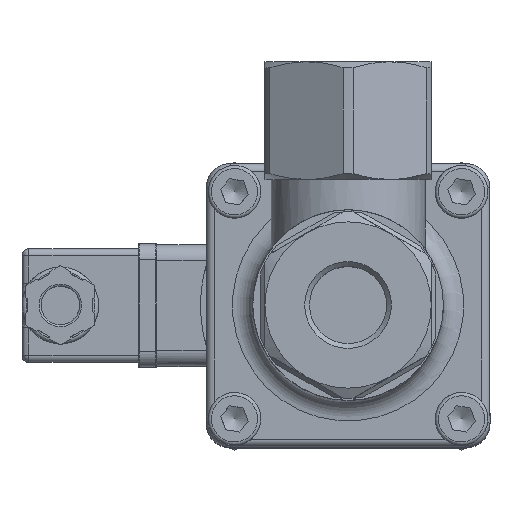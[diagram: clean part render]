
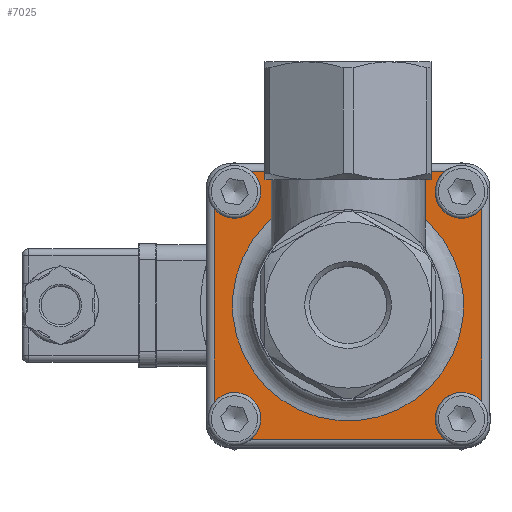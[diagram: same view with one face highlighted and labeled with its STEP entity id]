
A CAD part, top view. The second image highlights one B-rep face of the part: STEP entity #7025.
In plain terms, the highlighted planar face has unit normal (0, 0, 1).
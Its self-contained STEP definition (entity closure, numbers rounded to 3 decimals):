
#166=(
BOUNDED_CURVE()
B_SPLINE_CURVE(2,(#13175,#13176,#13177),.UNSPECIFIED.,.F.,.F.)
B_SPLINE_CURVE_WITH_KNOTS((3,3),(0.,0.164),.UNSPECIFIED.)
CURVE()
GEOMETRIC_REPRESENTATION_ITEM()
RATIONAL_B_SPLINE_CURVE((1.,1.002,1.003))
REPRESENTATION_ITEM('')
);
#168=(
BOUNDED_CURVE()
B_SPLINE_CURVE(2,(#13184,#13185,#13186),.UNSPECIFIED.,.F.,.F.)
B_SPLINE_CURVE_WITH_KNOTS((3,3),(0.478,0.642),
 .UNSPECIFIED.)
CURVE()
GEOMETRIC_REPRESENTATION_ITEM()
RATIONAL_B_SPLINE_CURVE((1.003,1.002,1.))
REPRESENTATION_ITEM('')
);
#350=CIRCLE('',#7174,6.5);
#366=CIRCLE('',#7213,6.5);
#367=CIRCLE('',#7214,6.5);
#380=CIRCLE('',#7250,6.5);
#394=CIRCLE('',#7278,6.5);
#395=CIRCLE('',#7279,6.5);
#562=CIRCLE('',#7656,28.5);
#1045=LINE('',#13116,#1500);
#1046=LINE('',#13119,#1501);
#1047=LINE('',#13135,#1502);
#1048=LINE('',#13143,#1503);
#1059=LINE('',#13286,#1514);
#1062=LINE('',#13292,#1517);
#1064=LINE('',#13299,#1519);
#1065=LINE('',#13300,#1520);
#1066=LINE('',#13301,#1521);
#1067=LINE('',#13302,#1522);
#1068=LINE('',#13303,#1523);
#1500=VECTOR('',#9522,10.);
#1501=VECTOR('',#9525,10.);
#1502=VECTOR('',#9534,10.);
#1503=VECTOR('',#9543,10.);
#1514=VECTOR('',#9628,10.);
#1517=VECTOR('',#9635,10.);
#1519=VECTOR('',#9645,10.);
#1520=VECTOR('',#9646,10.);
#1521=VECTOR('',#9647,10.);
#1522=VECTOR('',#9648,10.);
#1523=VECTOR('',#9649,10.);
#1729=PLANE('',#7768);
#2489=FACE_OUTER_BOUND('',#2909,.T.);
#2909=EDGE_LOOP('',(#6415,#6416,#6417,#6418,#6419,#6420,#6421,#6422,#6423,
#6424,#6425,#6426,#6427,#6428,#6429,#6430,#6431,#6432,#6433,#6434));
#3097=VERTEX_POINT('',#10142);
#3098=VERTEX_POINT('',#10143);
#3138=VERTEX_POINT('',#10304);
#3139=VERTEX_POINT('',#10305);
#3140=VERTEX_POINT('',#10307);
#3179=VERTEX_POINT('',#10466);
#3180=VERTEX_POINT('',#10467);
#3206=VERTEX_POINT('',#10559);
#3207=VERTEX_POINT('',#10560);
#3208=VERTEX_POINT('',#10562);
#3505=VERTEX_POINT('',#12916);
#3506=VERTEX_POINT('',#12927);
#3559=VERTEX_POINT('',#13115);
#3560=VERTEX_POINT('',#13117);
#3565=VERTEX_POINT('',#13134);
#3568=VERTEX_POINT('',#13141);
#3575=VERTEX_POINT('',#13171);
#3577=VERTEX_POINT('',#13183);
#3597=VERTEX_POINT('',#13284);
#3598=VERTEX_POINT('',#13291);
#3750=EDGE_CURVE('',#3097,#3098,#350,.T.);
#3811=EDGE_CURVE('',#3140,#3138,#366,.T.);
#3813=EDGE_CURVE('',#3139,#3140,#367,.T.);
#3870=EDGE_CURVE('',#3179,#3180,#380,.T.);
#3909=EDGE_CURVE('',#3208,#3206,#394,.T.);
#3911=EDGE_CURVE('',#3207,#3208,#395,.T.);
#4415=EDGE_CURVE('',#3506,#3505,#562,.T.);
#4491=EDGE_CURVE('',#3559,#3505,#1045,.T.);
#4493=EDGE_CURVE('',#3506,#3560,#1046,.T.);
#4498=EDGE_CURVE('',#3565,#3559,#1047,.T.);
#4503=EDGE_CURVE('',#3560,#3568,#1048,.T.);
#4513=EDGE_CURVE('',#3568,#3575,#166,.T.);
#4515=EDGE_CURVE('',#3577,#3565,#168,.T.);
#4553=EDGE_CURVE('',#3597,#3575,#1059,.T.);
#4556=EDGE_CURVE('',#3577,#3598,#1062,.T.);
#4560=EDGE_CURVE('',#3598,#3098,#1064,.T.);
#4561=EDGE_CURVE('',#3139,#3597,#1065,.T.);
#4562=EDGE_CURVE('',#3207,#3138,#1066,.T.);
#4563=EDGE_CURVE('',#3179,#3206,#1067,.T.);
#4564=EDGE_CURVE('',#3097,#3180,#1068,.T.);
#6415=ORIENTED_EDGE('',*,*,#3750,.T.);
#6416=ORIENTED_EDGE('',*,*,#4560,.F.);
#6417=ORIENTED_EDGE('',*,*,#4556,.F.);
#6418=ORIENTED_EDGE('',*,*,#4515,.T.);
#6419=ORIENTED_EDGE('',*,*,#4498,.T.);
#6420=ORIENTED_EDGE('',*,*,#4491,.T.);
#6421=ORIENTED_EDGE('',*,*,#4415,.F.);
#6422=ORIENTED_EDGE('',*,*,#4493,.T.);
#6423=ORIENTED_EDGE('',*,*,#4503,.T.);
#6424=ORIENTED_EDGE('',*,*,#4513,.T.);
#6425=ORIENTED_EDGE('',*,*,#4553,.F.);
#6426=ORIENTED_EDGE('',*,*,#4561,.F.);
#6427=ORIENTED_EDGE('',*,*,#3813,.T.);
#6428=ORIENTED_EDGE('',*,*,#3811,.T.);
#6429=ORIENTED_EDGE('',*,*,#4562,.F.);
#6430=ORIENTED_EDGE('',*,*,#3911,.T.);
#6431=ORIENTED_EDGE('',*,*,#3909,.T.);
#6432=ORIENTED_EDGE('',*,*,#4563,.F.);
#6433=ORIENTED_EDGE('',*,*,#3870,.T.);
#6434=ORIENTED_EDGE('',*,*,#4564,.F.);
#7025=ADVANCED_FACE('',(#2489),#1729,.T.);
#7174=AXIS2_PLACEMENT_3D('',#10144,#8075,#8076);
#7213=AXIS2_PLACEMENT_3D('',#10308,#8179,#8180);
#7214=AXIS2_PLACEMENT_3D('',#10310,#8182,#8183);
#7250=AXIS2_PLACEMENT_3D('',#10468,#8279,#8280);
#7278=AXIS2_PLACEMENT_3D('',#10563,#8353,#8354);
#7279=AXIS2_PLACEMENT_3D('',#10565,#8356,#8357);
#7656=AXIS2_PLACEMENT_3D('',#12938,#9372,#9373);
#7768=AXIS2_PLACEMENT_3D('',#13298,#9643,#9644);
#8075=DIRECTION('center_axis',(0.,0.,
-1.));
#8076=DIRECTION('ref_axis',(-0.772,0.636,0.));
#8179=DIRECTION('center_axis',(0.,0.,
-1.));
#8180=DIRECTION('ref_axis',(-0.772,0.636,0.));
#8182=DIRECTION('center_axis',(0.,0.,
-1.));
#8183=DIRECTION('ref_axis',(-0.772,0.636,0.));
#8279=DIRECTION('center_axis',(0.,0.,
-1.));
#8280=DIRECTION('ref_axis',(-0.772,0.636,0.));
#8353=DIRECTION('center_axis',(0.,0.,
-1.));
#8354=DIRECTION('ref_axis',(-0.772,0.636,0.));
#8356=DIRECTION('center_axis',(0.,0.,
-1.));
#8357=DIRECTION('ref_axis',(-0.772,0.636,0.));
#9372=DIRECTION('center_axis',(0.,0.,
1.));
#9373=DIRECTION('ref_axis',(0.,-1.,0.));
#9522=DIRECTION('',(0.,-1.,0.));
#9525=DIRECTION('',(0.,1.,0.));
#9534=DIRECTION('',(-1.,0.,0.));
#9543=DIRECTION('',(-1.,0.,0.));
#9628=DIRECTION('',(0.,-1.,0.));
#9635=DIRECTION('',(0.,1.,0.));
#9643=DIRECTION('center_axis',(0.,0.,
1.));
#9644=DIRECTION('ref_axis',(1.,0.,0.));
#9645=DIRECTION('',(1.,0.,0.));
#9646=DIRECTION('',(1.,0.,0.));
#9647=DIRECTION('',(0.,1.,0.));
#9648=DIRECTION('',(-1.,0.,0.));
#9649=DIRECTION('',(0.,-1.,0.));
#10142=CARTESIAN_POINT('',(33.,23.847,10.));
#10143=CARTESIAN_POINT('',(23.847,33.,10.));
#10144=CARTESIAN_POINT('Origin',(28.,28.,10.));
#10304=CARTESIAN_POINT('',(-33.,23.847,10.));
#10305=CARTESIAN_POINT('',(-23.847,33.,10.));
#10307=CARTESIAN_POINT('',(-22.983,23.867,10.));
#10308=CARTESIAN_POINT('Origin',(-28.,28.,10.));
#10310=CARTESIAN_POINT('Origin',(-28.,28.,10.));
#10466=CARTESIAN_POINT('',(23.847,-33.,10.));
#10467=CARTESIAN_POINT('',(33.,-23.847,10.));
#10468=CARTESIAN_POINT('Origin',(28.,-28.,10.));
#10559=CARTESIAN_POINT('',(-23.847,-33.,10.));
#10560=CARTESIAN_POINT('',(-33.,-23.847,10.));
#10562=CARTESIAN_POINT('',(-22.983,-32.133,10.));
#10563=CARTESIAN_POINT('Origin',(-28.,-28.,10.));
#10565=CARTESIAN_POINT('Origin',(-28.,-28.,10.));
#12916=CARTESIAN_POINT('',(12.278,25.72,10.));
#12927=CARTESIAN_POINT('',(-12.278,25.72,10.));
#12938=CARTESIAN_POINT('Origin',(0.,0.,
10.));
#13115=CARTESIAN_POINT('',(12.278,31.,10.));
#13116=CARTESIAN_POINT('',(12.278,17.874,10.));
#13117=CARTESIAN_POINT('',(-12.278,31.,10.));
#13119=CARTESIAN_POINT('',(-12.278,17.874,10.));
#13134=CARTESIAN_POINT('',(14.491,31.,10.));
#13135=CARTESIAN_POINT('',(0.,31.,10.));
#13141=CARTESIAN_POINT('',(-14.491,31.,10.));
#13143=CARTESIAN_POINT('',(0.,31.,10.));
#13171=CARTESIAN_POINT('',(-15.885,31.582,10.));
#13175=CARTESIAN_POINT('Ctrl Pts',(-14.491,31.,10.));
#13176=CARTESIAN_POINT('Ctrl Pts',(-15.172,31.278,10.));
#13177=CARTESIAN_POINT('Ctrl Pts',(-15.885,31.582,10.));
#13183=CARTESIAN_POINT('',(15.885,31.582,10.));
#13184=CARTESIAN_POINT('Ctrl Pts',(15.885,31.582,10.));
#13185=CARTESIAN_POINT('Ctrl Pts',(15.172,31.278,10.));
#13186=CARTESIAN_POINT('Ctrl Pts',(14.491,31.,10.));
#13284=CARTESIAN_POINT('',(-15.885,33.,10.));
#13286=CARTESIAN_POINT('',(-15.885,44.954,10.));
#13291=CARTESIAN_POINT('',(15.885,33.,10.));
#13292=CARTESIAN_POINT('',(15.885,44.954,10.));
#13298=CARTESIAN_POINT('Origin',(0.,36.75,10.));
#13299=CARTESIAN_POINT('',(17.5,33.,10.));
#13300=CARTESIAN_POINT('',(17.5,33.,10.));
#13301=CARTESIAN_POINT('',(-33.,35.875,10.));
#13302=CARTESIAN_POINT('',(-17.5,-33.,10.));
#13303=CARTESIAN_POINT('',(33.,0.875,10.));
